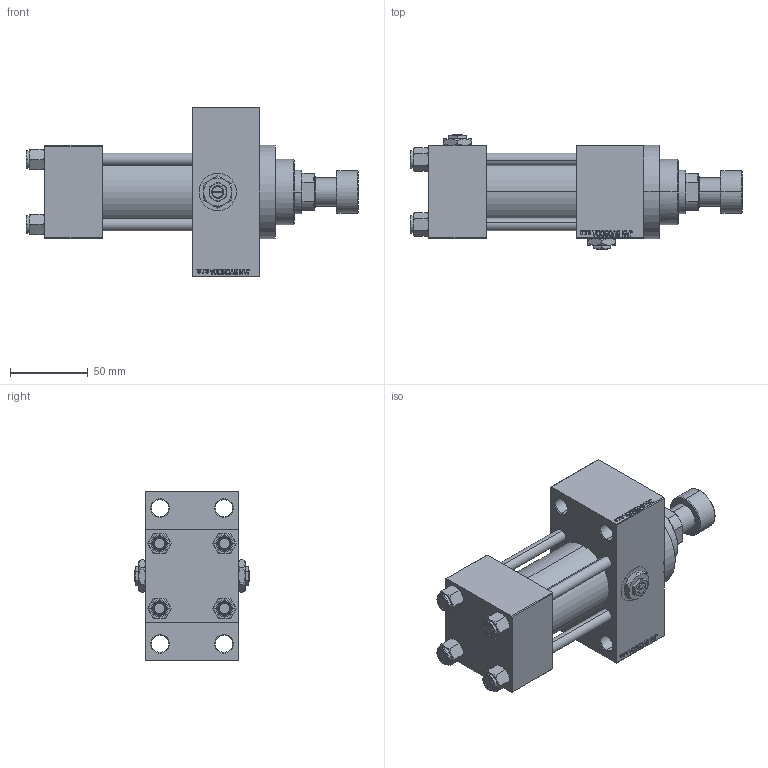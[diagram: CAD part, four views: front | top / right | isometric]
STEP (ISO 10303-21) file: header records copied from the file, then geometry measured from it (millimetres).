
FILE_DESCRIPTION (( 'STEP AP203' ), '1' );
FILE_NAME ('b89a.STEP', '2022-04-16T12:13:14', ( '' ), ( '' ), 'SwSTEP 2.0', 'SolidWorks 2019', '' );
FILE_SCHEMA (( 'CONFIG_CONTROL_DESIGN' ));
Length unit declared in the file: millimetre
Products named in the file (8): Zatka_pro_OIL_PORT cf9f1709c90c1390dfce4b3ee72fff8b; V215_VC_A cf9f1709c90c1390dfce4b3ee72fff8b; V215CR_VCP_D cf9f1709c90c1390dfce4b3ee72fff8b; b89a; NUT_M5_D cf9f1709c90c1390dfce4b3ee72fff8b; V215CR_D_TYCINKA cf9f1709c90c1390dfce4b3ee72fff8b; V215CR_D_Body cf9f1709c90c1390dfce4b3ee72fff8b; V215CR_ROD_END_F cf9f1709c90c1390dfce4b3ee72fff8b
Assembly tree (14 placements, depth 2):
  b89a
    V215CR_D_Body cf9f1709c90c1390dfce4b3ee72fff8b
    V215CR_VCP_D cf9f1709c90c1390dfce4b3ee72fff8b
    NUT_M5_D cf9f1709c90c1390dfce4b3ee72fff8b  x4
    V215CR_D_TYCINKA cf9f1709c90c1390dfce4b3ee72fff8b  x4
    V215_VC_A cf9f1709c90c1390dfce4b3ee72fff8b
    V215CR_ROD_END_F cf9f1709c90c1390dfce4b3ee72fff8b
    Zatka_pro_OIL_PORT cf9f1709c90c1390dfce4b3ee72fff8b  x2
Bounding box: 213 x 74 x 109 mm (x, y, z)
Volume: 548403.9 mm3; surface area: 132863.9 mm2
Topology: 14 solids, 14 shells, 1213 faces, 2998 edges, 1929 vertices
Faces by surface type: plane 550, bspline 368, cone 186, cylinder 97, torus 12
Entity records: 49479 total; most frequent: CARTESIAN_POINT 25617, ORIENTED_EDGE 5296, DIRECTION 3510, EDGE_CURVE 2648, VERTEX_POINT 1727, LINE 1552, VECTOR 1552, EDGE_LOOP 1185
